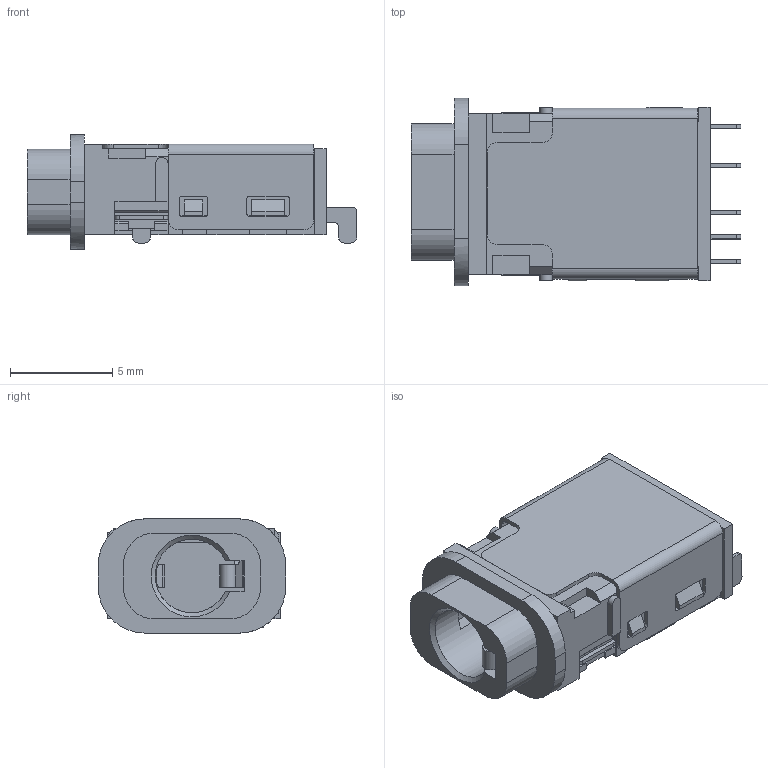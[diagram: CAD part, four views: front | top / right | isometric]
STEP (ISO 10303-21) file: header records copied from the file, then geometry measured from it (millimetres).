
FILE_DESCRIPTION(/* description */ (''),/* implementation_level */ '2;1');
FILE_NAME(/* name */ 'CUI_DEVICES_SJ-3542AS-SMT-TR-67 v2.step',/* time_stamp */ '2024-05-12T02:50:16-06:00',/* author */ (''),/* organization */ (''),/* preprocessor_version */ 'ST-DEVELOPER v20',/* originating_system */ 'Autodesk Translation Framework v12.20.1.177',/* authorisation */ '');
FILE_SCHEMA (('AUTOMOTIVE_DESIGN { 1 0 10303 214 3 1 1 }'));
Length unit declared in the file: inch
Products named in the file (1): CUI_DEVICES_SJ-3542AS-SMT-TR-67
Bounding box: 16.15 x 9.2 x 5.6 mm (x, y, z)
Volume: 474 mm3; surface area: 781.6 mm2
Topology: 1 solids, 2 shells, 314 faces, 877 edges, 578 vertices
Faces by surface type: plane 230, cylinder 83, cone 1
Entity records: 10245 total; most frequent: CARTESIAN_POINT 1777, ORIENTED_EDGE 1754, DIRECTION 1682, EDGE_CURVE 877, LINE 696, VECTOR 696, VERTEX_POINT 578, AXIS2_PLACEMENT_3D 493
